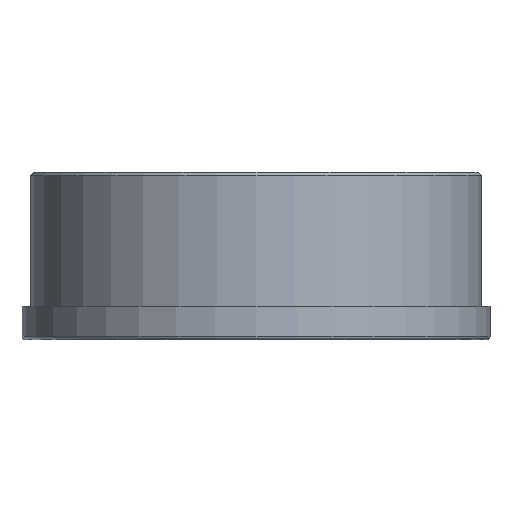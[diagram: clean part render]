
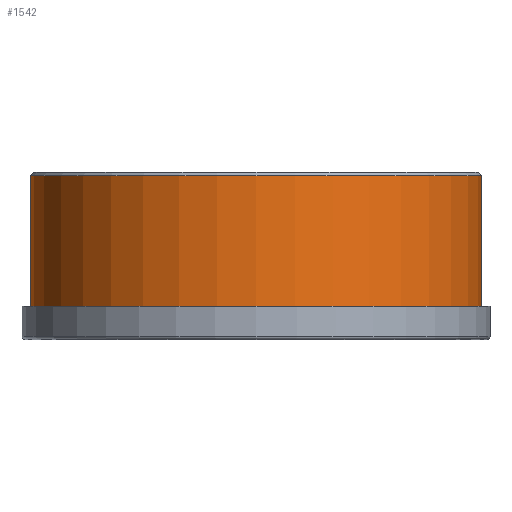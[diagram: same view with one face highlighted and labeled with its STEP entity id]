
A CAD part, front view. The second image highlights one B-rep face of the part: STEP entity #1542.
In plain terms, the highlighted cylindrical face has radius 33.75 mm (diameter 67.5 mm), a full revolution.
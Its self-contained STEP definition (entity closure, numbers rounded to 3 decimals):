
#1542=ADVANCED_FACE('',(#2853,#2855),#2857,.T.);
#2853=FACE_OUTER_BOUND('',#2854,.T.);
#2854=EDGE_LOOP('',(#3776));
#2855=FACE_OUTER_BOUND('',#2856,.T.);
#2856=EDGE_LOOP('',(#3777));
#2857=CYLINDRICAL_SURFACE('',#2858,33.75);
#2858=AXIS2_PLACEMENT_3D('',#2859,#2860,#2861);
#2859=CARTESIAN_POINT('',(0.,0.,5.));
#2860=DIRECTION('',(0.,0.,1.));
#2861=DIRECTION('',(-1.,0.,0.));
#3776=ORIENTED_EDGE('',*,*,#4227,.F.);
#3777=ORIENTED_EDGE('',*,*,#4229,.T.);
#4227=EDGE_CURVE('',#4956,#4956,#4957,.T.);
#4229=EDGE_CURVE('',#4960,#4960,#4961,.T.);
#4956=VERTEX_POINT('',#8109);
#4957=CIRCLE('',#8110,33.75);
#4960=VERTEX_POINT('',#8119);
#4961=CIRCLE('',#8120,33.75);
#8109=CARTESIAN_POINT('',(-33.75,0.,24.5));
#8110=AXIS2_PLACEMENT_3D('',#8111,#8112,#8113);
#8111=CARTESIAN_POINT('',(0.,0.,24.5));
#8112=DIRECTION('',(0.,0.,1.));
#8113=DIRECTION('',(-1.,0.,0.));
#8119=CARTESIAN_POINT('',(-33.75,0.,5.));
#8120=AXIS2_PLACEMENT_3D('',#8121,#8122,#8123);
#8121=CARTESIAN_POINT('',(0.,0.,5.));
#8122=DIRECTION('',(0.,0.,1.));
#8123=DIRECTION('',(-1.,0.,0.));
